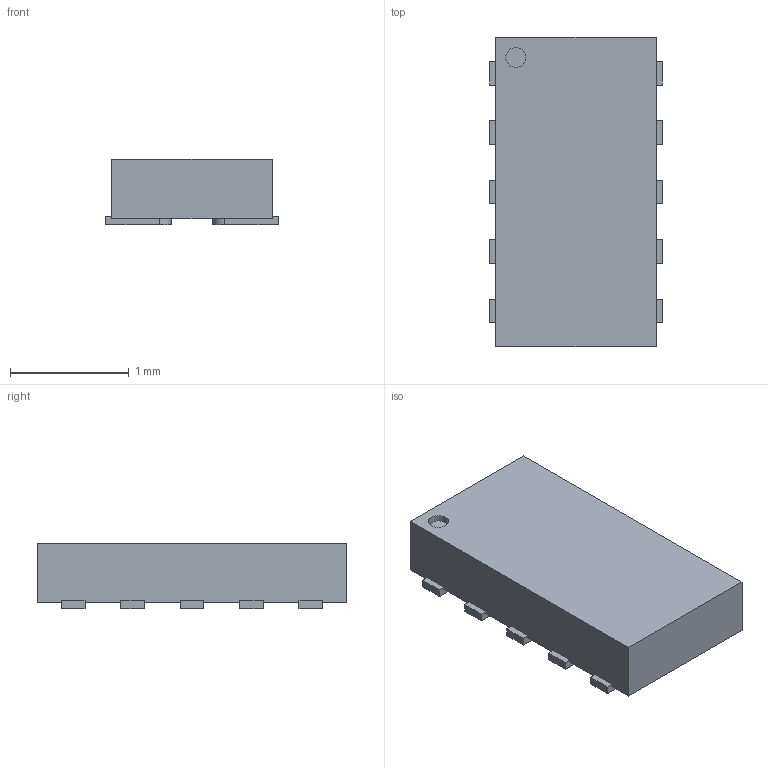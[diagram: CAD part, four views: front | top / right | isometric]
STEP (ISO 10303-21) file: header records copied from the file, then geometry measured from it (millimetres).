
FILE_DESCRIPTION(('FreeCAD Model'),'2;1');
FILE_NAME('316080.2.1.stp','2020-04-08T09:41:27',( 'Author'),(''),'Open CASCADE STEP processor 6.9','FreeCAD','Unknown' );
FILE_SCHEMA(('AUTOMOTIVE_DESIGN { 1 0 10303 214 1 1 1 1 }'));
Length unit declared in the file: millimetre
Products named in the file (3): ASSEMBLY; Body; PinsArrayLR
Assembly tree (2 placements, depth 2):
  ASSEMBLY
    Body
    PinsArrayLR
Bounding box: 1.45 x 2.6 x 0.55 mm (x, y, z)
Volume: 1.8 mm3; surface area: 14.1 mm2
Topology: 11 solids, 11 shells, 68 faces, 135 edges, 90 vertices
Faces by surface type: plane 57, cylinder 11
Full cylindrical faces by diameter (mm): 0.169 x1
Entity records: 3655 total; most frequent: CARTESIAN_POINT 626, DIRECTION 559, LINE 361, VECTOR 361, ORIENTED_EDGE 270, PCURVE 270, DEFINITIONAL_REPRESENTATION 270, EDGE_CURVE 135
